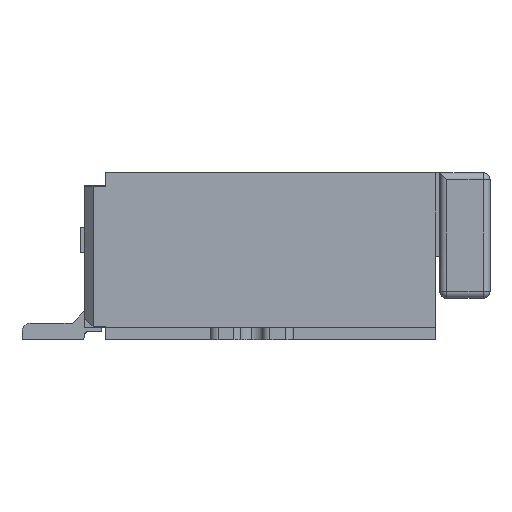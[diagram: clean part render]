
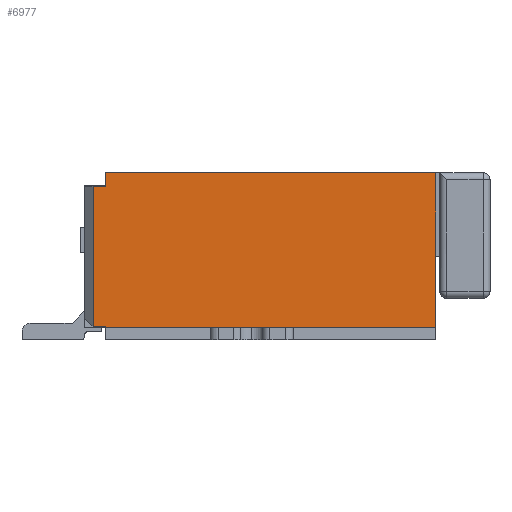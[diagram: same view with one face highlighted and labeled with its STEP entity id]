
A CAD part, left-side view. The second image highlights one B-rep face of the part: STEP entity #6977.
In plain terms, the highlighted planar face has unit normal (-1, 0, 0).
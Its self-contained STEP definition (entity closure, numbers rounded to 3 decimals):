
#2129 = LINE ( 'NONE', #9401, #33053 ) ;
#2767 = ORIENTED_EDGE ( 'NONE', *, *, #29047, .T. ) ;
#3831 = ORIENTED_EDGE ( 'NONE', *, *, #33023, .F. ) ;
#5022 = DIRECTION ( 'NONE',  ( 0., 1., 0. ) ) ;
#5123 = PLANE ( 'NONE',  #18272 ) ;
#6447 = CARTESIAN_POINT ( 'NONE',  ( -4.2, -4.575, 0. ) ) ;
#6781 = VECTOR ( 'NONE', #22516, 1000. ) ;
#6977 = ADVANCED_FACE ( 'NONE', ( #13803 ), #5123, .T. ) ;
#7080 = ORIENTED_EDGE ( 'NONE', *, *, #23751, .F. ) ;
#7950 = CARTESIAN_POINT ( 'NONE',  ( -4.2, -0.475, 0.16 ) ) ;
#9287 = VERTEX_POINT ( 'NONE', #28688 ) ;
#9401 = CARTESIAN_POINT ( 'NONE',  ( -4.2, -4.575, 0.15 ) ) ;
#9637 = CARTESIAN_POINT ( 'NONE',  ( -4.2, -0.375, 2. ) ) ;
#9968 = EDGE_CURVE ( 'NONE', #19164, #18797, #18661, .T. ) ;
#10222 = VERTEX_POINT ( 'NONE', #21049 ) ;
#10675 = CARTESIAN_POINT ( 'NONE',  ( -4.2, -0.625, 0.16 ) ) ;
#10716 = VECTOR ( 'NONE', #21110, 1000. ) ;
#10732 = VERTEX_POINT ( 'NONE', #26123 ) ;
#11075 = LINE ( 'NONE', #36659, #6781 ) ;
#11556 = ORIENTED_EDGE ( 'NONE', *, *, #9968, .T. ) ;
#11900 = VERTEX_POINT ( 'NONE', #13279 ) ;
#12191 = LINE ( 'NONE', #17648, #33430 ) ;
#12645 = DIRECTION ( 'NONE',  ( 0., 1., 0. ) ) ;
#12806 = CARTESIAN_POINT ( 'NONE',  ( -4.2, -4.575, 2. ) ) ;
#13279 = CARTESIAN_POINT ( 'NONE',  ( -4.2, -0.625, 0.15 ) ) ;
#13803 = FACE_OUTER_BOUND ( 'NONE', #25112, .T. ) ;
#14467 = VERTEX_POINT ( 'NONE', #12806 ) ;
#14933 = ORIENTED_EDGE ( 'NONE', *, *, #15339, .T. ) ;
#15339 = EDGE_CURVE ( 'NONE', #34847, #14467, #22986, .T. ) ;
#17366 = VECTOR ( 'NONE', #5022, 1000. ) ;
#17517 = CARTESIAN_POINT ( 'NONE',  ( -4.2, -0.625, 1.84 ) ) ;
#17648 = CARTESIAN_POINT ( 'NONE',  ( -4.2, -0.625, 0. ) ) ;
#18272 = AXIS2_PLACEMENT_3D ( 'NONE', #31079, #31256, #28798 ) ;
#18661 = LINE ( 'NONE', #18835, #19103 ) ;
#18696 = ORIENTED_EDGE ( 'NONE', *, *, #20042, .F. ) ;
#18797 = VERTEX_POINT ( 'NONE', #22604 ) ;
#18835 = CARTESIAN_POINT ( 'NONE',  ( -4.2, -0.625, 1.84 ) ) ;
#19103 = VECTOR ( 'NONE', #12645, 1000. ) ;
#19164 = VERTEX_POINT ( 'NONE', #17517 ) ;
#20042 = EDGE_CURVE ( 'NONE', #19164, #10732, #11075, .T. ) ;
#20847 = CARTESIAN_POINT ( 'NONE',  ( -4.2, -4.575, 0.15 ) ) ;
#21049 = CARTESIAN_POINT ( 'NONE',  ( -4.2, -0.625, 0.16 ) ) ;
#21110 = DIRECTION ( 'NONE',  ( 0., 1., 0. ) ) ;
#22214 = LINE ( 'NONE', #7950, #27694 ) ;
#22516 = DIRECTION ( 'NONE',  ( 0., 0., 1. ) ) ;
#22604 = CARTESIAN_POINT ( 'NONE',  ( -4.2, -0.475, 1.84 ) ) ;
#22679 = LINE ( 'NONE', #10675, #17366 ) ;
#22986 = LINE ( 'NONE', #6447, #37094 ) ;
#23210 = ORIENTED_EDGE ( 'NONE', *, *, #25977, .T. ) ;
#23449 = DIRECTION ( 'NONE',  ( 0., 0., 1. ) ) ;
#23751 = EDGE_CURVE ( 'NONE', #11900, #10222, #12191, .T. ) ;
#25112 = EDGE_LOOP ( 'NONE', ( #11556, #2767, #27059, #7080, #3831, #14933, #23210, #18696 ) ) ;
#25224 = DIRECTION ( 'NONE',  ( 0., 0., -1. ) ) ;
#25977 = EDGE_CURVE ( 'NONE', #14467, #10732, #29205, .T. ) ;
#26123 = CARTESIAN_POINT ( 'NONE',  ( -4.2, -0.625, 2. ) ) ;
#27059 = ORIENTED_EDGE ( 'NONE', *, *, #27857, .F. ) ;
#27694 = VECTOR ( 'NONE', #25224, 1000. ) ;
#27857 = EDGE_CURVE ( 'NONE', #10222, #9287, #22679, .T. ) ;
#28688 = CARTESIAN_POINT ( 'NONE',  ( -4.2, -0.475, 0.16 ) ) ;
#28798 = DIRECTION ( 'NONE',  ( 0., -1., 0. ) ) ;
#28816 = DIRECTION ( 'NONE',  ( 0., 0., 1. ) ) ;
#29047 = EDGE_CURVE ( 'NONE', #18797, #9287, #22214, .T. ) ;
#29205 = LINE ( 'NONE', #9637, #10716 ) ;
#31079 = CARTESIAN_POINT ( 'NONE',  ( -4.2, 0., 0. ) ) ;
#31256 = DIRECTION ( 'NONE',  ( -1., 0., 0. ) ) ;
#33023 = EDGE_CURVE ( 'NONE', #34847, #11900, #2129, .T. ) ;
#33053 = VECTOR ( 'NONE', #35163, 1000. ) ;
#33430 = VECTOR ( 'NONE', #23449, 1000. ) ;
#34847 = VERTEX_POINT ( 'NONE', #20847 ) ;
#35163 = DIRECTION ( 'NONE',  ( 0., 1., 0. ) ) ;
#36659 = CARTESIAN_POINT ( 'NONE',  ( -4.2, -0.625, 2. ) ) ;
#37094 = VECTOR ( 'NONE', #28816, 1000. ) ;
